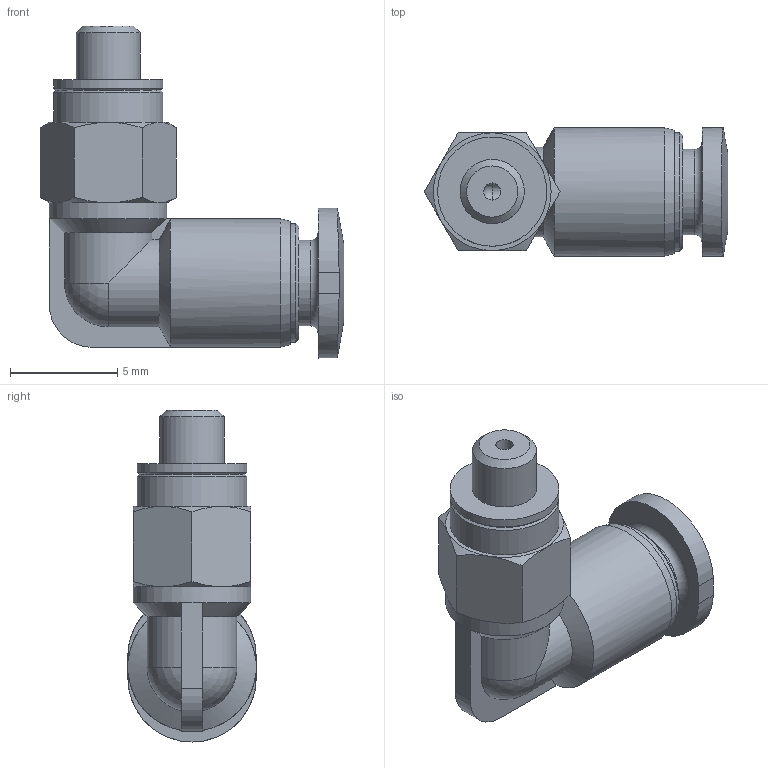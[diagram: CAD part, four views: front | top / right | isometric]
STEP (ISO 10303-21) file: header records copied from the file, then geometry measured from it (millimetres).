
FILE_DESCRIPTION(/* description */ ('STEP AP214'),/* implementation_level */ '2;1');
FILE_NAME(/* name */ '130768_QSML-M3-3-100',/* time_stamp */ '2024-09-14T13:15:54+02:00',/* author */ ('License CC BY-ND 4.0'),/* organization */ ('CADENAS'),/* preprocessor_version */ 'ST-DEVELOPER v19.3',/* originating_system */ 'PARTsolutions',/* authorisation */ ' ');
FILE_SCHEMA (('AUTOMOTIVE_DESIGN {1 0 10303 214 3 1 1}'));
Length unit declared in the file: millimetre
Products named in the file (1): 130768 QSML-M3-3-100
Bounding box: 14.18 x 6 x 15.5 mm (x, y, z)
Volume: 410.2 mm3; surface area: 602.2 mm2
Topology: 1 solids, 1 shells, 72 faces, 162 edges, 96 vertices
Faces by surface type: plane 28, cone 22, cylinder 17, sphere 3, torus 2
Full cylindrical faces by diameter (mm): 0.8 x2, 3 x2, 4 x1, 5.1 x2, 5.5 x1, 5.541 x1, 6 x1
Entity records: 2425 total; most frequent: CARTESIAN_POINT 418, DIRECTION 312, ORIENTED_EDGE 278, EDGE_CURVE 139, AXIS2_PLACEMENT_3D 136, EDGE_LOOP 97, FACE_BOUND 97, VERTEX_POINT 92
